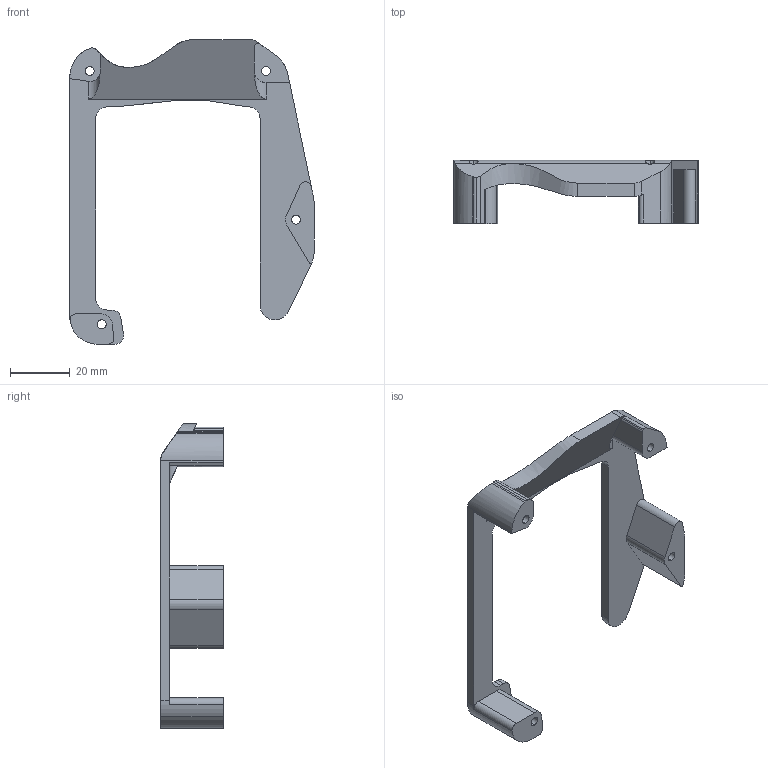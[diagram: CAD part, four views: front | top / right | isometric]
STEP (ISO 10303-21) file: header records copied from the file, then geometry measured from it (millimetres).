
FILE_DESCRIPTION (( 'STEP AP203' ), '1' );
FILE_NAME ('chest cover R v4.STEP', '2026-01-16T22:35:10', ( '' ), ( '' ), 'SwSTEP 2.0', 'SolidWorks 2025', '' );
FILE_SCHEMA (( 'CONFIG_CONTROL_DESIGN' ));
Length unit declared in the file: millimetre
Products named in the file (1): chest cover R v4
Bounding box: 81.77 x 21 x 101.94 mm (x, y, z)
Volume: 19480.8 mm3; surface area: 11876.2 mm2
Topology: 1 solids, 1 shells, 70 faces, 207 edges, 137 vertices
Faces by surface type: cylinder 37, plane 31, bspline 2
Entity records: 2636 total; most frequent: CARTESIAN_POINT 694, ORIENTED_EDGE 414, DIRECTION 373, EDGE_CURVE 207, VERTEX_POINT 137, AXIS2_PLACEMENT_3D 126, LINE 121, VECTOR 121
